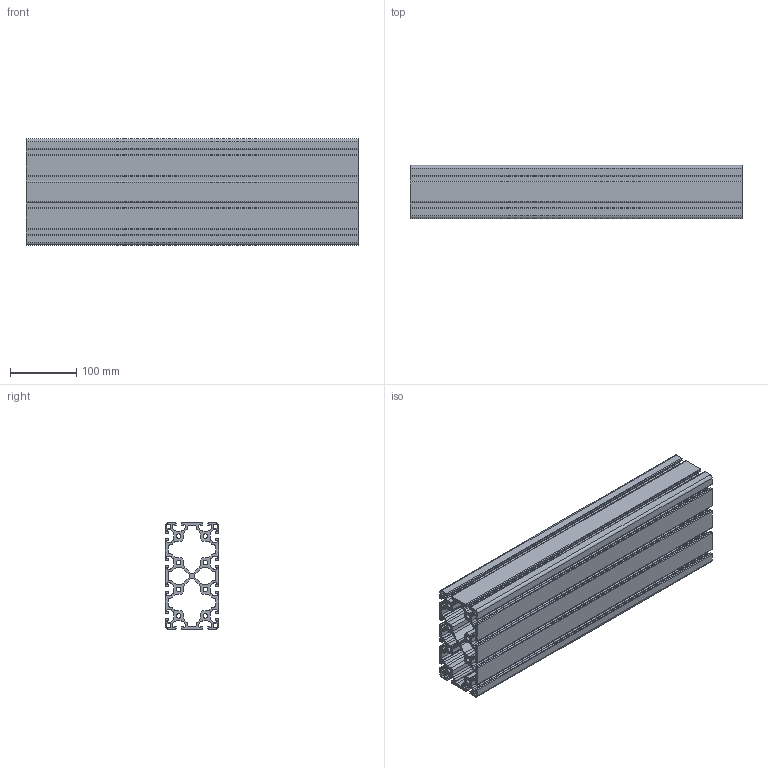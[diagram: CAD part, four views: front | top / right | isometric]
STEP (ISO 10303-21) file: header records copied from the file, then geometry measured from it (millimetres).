
FILE_DESCRIPTION (( 'STEP AP214' ), '1' );
FILE_NAME ('RP1200 8 160x80 Light.STEP', '2026-02-13T08:17:22', ( '' ), ( '' ), 'SwSTEP 2.0', 'SolidWorks 2026', '' );
FILE_SCHEMA (( 'AUTOMOTIVE_DESIGN' ));
Length unit declared in the file: millimetre
Products named in the file (1): RP1200 8 160x80 Light
Bounding box: 500 x 80 x 160 mm (x, y, z)
Volume: 1906610 mm3; surface area: 994511.8 mm2
Topology: 1 solids, 1 shells, 531 faces, 1587 edges, 1058 vertices
Faces by surface type: plane 266, cylinder 265
Entity records: 18098 total; most frequent: DIRECTION 3181, CARTESIAN_POINT 3177, ORIENTED_EDGE 3174, EDGE_CURVE 1587, AXIS2_PLACEMENT_3D 1062, VERTEX_POINT 1058, VECTOR 1057, LINE 1057
